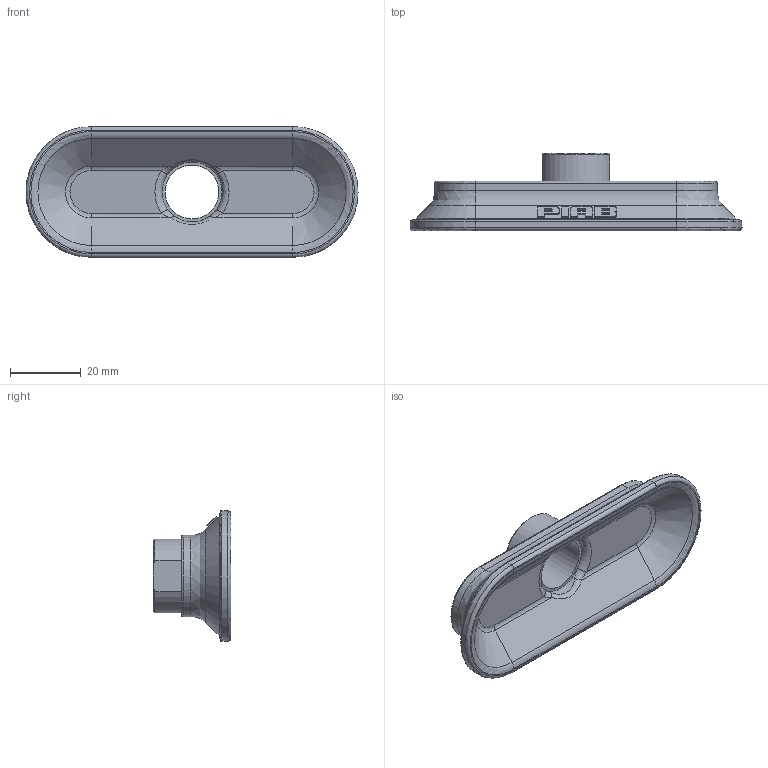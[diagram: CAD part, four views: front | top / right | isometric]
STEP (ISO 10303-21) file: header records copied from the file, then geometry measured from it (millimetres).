
FILE_DESCRIPTION(('Unknown'),'2;1');
FILE_NAME('','Unknown',('Unknown'),('Unknown'),'','Unknown','');
FILE_SCHEMA(('CONFIG_CONTROL_DESIGN'));
Length unit declared in the file: millimetre
Products named in the file (1): 0103780
Bounding box: 94 x 22 x 37 mm (x, y, z)
Volume: 18075.8 mm3; surface area: 9747.2 mm2
Topology: 1 solids, 1 shells, 140 faces, 328 edges, 202 vertices
Faces by surface type: plane 67, cylinder 27, revolution 16, extrusion 16, cone 8, bspline 6
Full cylindrical faces by diameter (mm): 3 x2, 15.25 x1
Entity records: 5503 total; most frequent: CARTESIAN_POINT 2355, ORIENTED_EDGE 646, DIRECTION 566, EDGE_CURVE 323, VECTOR 204, VERTEX_POINT 200, LINE 188, AXIS2_PLACEMENT_3D 173
